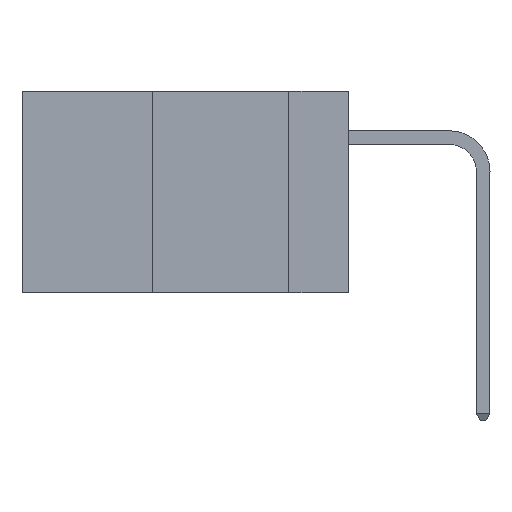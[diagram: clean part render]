
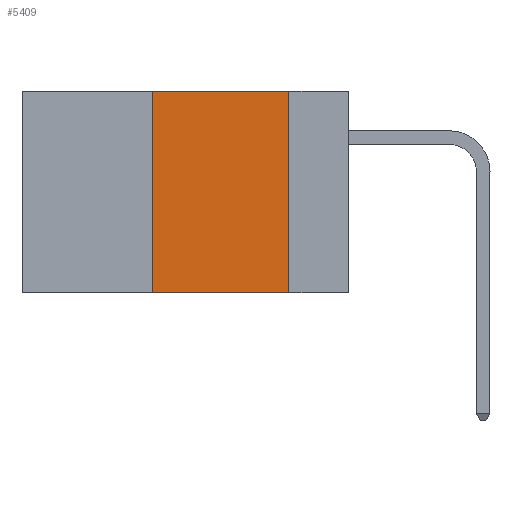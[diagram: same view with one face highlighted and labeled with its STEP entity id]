
A CAD part, left-side view. The second image highlights one B-rep face of the part: STEP entity #5409.
In plain terms, the highlighted planar face has unit normal (-1, 0, 0).
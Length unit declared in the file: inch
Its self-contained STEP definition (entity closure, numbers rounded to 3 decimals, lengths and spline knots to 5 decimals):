
#186 = VECTOR ( 'NONE', #21760, 39.37008 ) ;
#323 = VERTEX_POINT ( 'NONE', #11597 ) ;
#2860 = LINE ( 'NONE', #4534, #8974 ) ;
#2923 = CARTESIAN_POINT ( 'NONE',  ( 0., 0.11, -0.37 ) ) ;
#3190 = DIRECTION ( 'NONE',  ( 0., -1., 0. ) ) ;
#4534 = CARTESIAN_POINT ( 'NONE',  ( 0., 0.6, 0. ) ) ;
#4900 = AXIS2_PLACEMENT_3D ( 'NONE', #14482, #10506, #26509 ) ;
#5140 = PLANE ( 'NONE',  #4900 ) ;
#5409 = ADVANCED_FACE ( 'NONE', ( #17150 ), #5140, .F. ) ;
#6556 = EDGE_CURVE ( 'NONE', #7192, #17168, #22873, .T. ) ;
#6576 = CARTESIAN_POINT ( 'NONE',  ( 0., 0.36, 0. ) ) ;
#7192 = VERTEX_POINT ( 'NONE', #12580 ) ;
#7309 = CARTESIAN_POINT ( 'NONE',  ( 0., 0.11, 0. ) ) ;
#8974 = VECTOR ( 'NONE', #25870, 39.37008 ) ;
#9807 = DIRECTION ( 'NONE',  ( 0., 0., -1. ) ) ;
#9900 = LINE ( 'NONE', #13965, #12234 ) ;
#10506 = DIRECTION ( 'NONE',  ( 1., 0., 0. ) ) ;
#11597 = CARTESIAN_POINT ( 'NONE',  ( 0., 0.36, -0.37 ) ) ;
#12046 = EDGE_CURVE ( 'NONE', #323, #17168, #9900, .T. ) ;
#12234 = VECTOR ( 'NONE', #3190, 39.37008 ) ;
#12580 = CARTESIAN_POINT ( 'NONE',  ( 0., 0.11, 0. ) ) ;
#12603 = ORIENTED_EDGE ( 'NONE', *, *, #12046, .T. ) ;
#13965 = CARTESIAN_POINT ( 'NONE',  ( 0., 0.6, -0.37 ) ) ;
#14218 = ORIENTED_EDGE ( 'NONE', *, *, #26602, .F. ) ;
#14482 = CARTESIAN_POINT ( 'NONE',  ( 0., 0.6, 0. ) ) ;
#16259 = CARTESIAN_POINT ( 'NONE',  ( 0., 0.36, 0. ) ) ;
#17150 = FACE_OUTER_BOUND ( 'NONE', #25867, .T. ) ;
#17168 = VERTEX_POINT ( 'NONE', #2923 ) ;
#17293 = VERTEX_POINT ( 'NONE', #16259 ) ;
#17749 = EDGE_CURVE ( 'NONE', #323, #17293, #25285, .T. ) ;
#18430 = VECTOR ( 'NONE', #9807, 39.37008 ) ;
#21760 = DIRECTION ( 'NONE',  ( 0., 0., 1. ) ) ;
#22873 = LINE ( 'NONE', #7309, #18430 ) ;
#23570 = ORIENTED_EDGE ( 'NONE', *, *, #6556, .F. ) ;
#24140 = ORIENTED_EDGE ( 'NONE', *, *, #17749, .F. ) ;
#25285 = LINE ( 'NONE', #6576, #186 ) ;
#25867 = EDGE_LOOP ( 'NONE', ( #23570, #14218, #24140, #12603 ) ) ;
#25870 = DIRECTION ( 'NONE',  ( 0., -1., 0. ) ) ;
#26509 = DIRECTION ( 'NONE',  ( 0., 0., -1. ) ) ;
#26602 = EDGE_CURVE ( 'NONE', #17293, #7192, #2860, .T. ) ;
